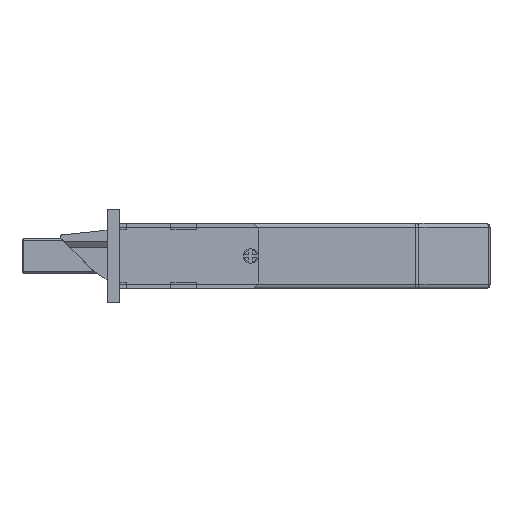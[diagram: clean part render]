
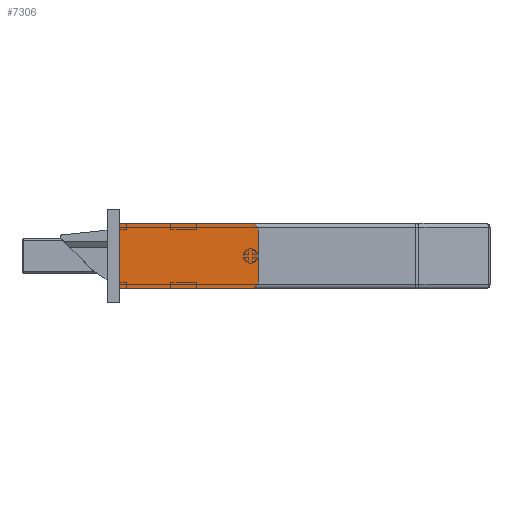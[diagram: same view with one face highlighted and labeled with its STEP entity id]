
A CAD part, front view. The second image highlights one B-rep face of the part: STEP entity #7306.
In plain terms, the highlighted face is planar.
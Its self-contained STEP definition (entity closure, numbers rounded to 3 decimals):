
#611 = LINE ( 'NONE', #3756, #1017 ) ;
#755 = ORIENTED_EDGE ( 'NONE', *, *, #7374, .T. ) ;
#994 = AXIS2_PLACEMENT_3D ( 'NONE', #6618, #7390, #1931 ) ;
#1017 = VECTOR ( 'NONE', #5973, 1000. ) ;
#1318 = CARTESIAN_POINT ( 'NONE',  ( -16.3, 0.75, -7.75 ) ) ;
#1323 = VERTEX_POINT ( 'NONE', #9003 ) ;
#1471 = ORIENTED_EDGE ( 'NONE', *, *, #5047, .T. ) ;
#1716 = DIRECTION ( 'NONE',  ( 1., 0., 0. ) ) ;
#1735 = DIRECTION ( 'NONE',  ( 0., 1., 0. ) ) ;
#1740 = ORIENTED_EDGE ( 'NONE', *, *, #8303, .T. ) ;
#1931 = DIRECTION ( 'NONE',  ( 0., 0., 1. ) ) ;
#2037 = LINE ( 'NONE', #7653, #9502 ) ;
#2157 = ORIENTED_EDGE ( 'NONE', *, *, #6401, .T. ) ;
#2426 = AXIS2_PLACEMENT_3D ( 'NONE', #9880, #2792, #9771 ) ;
#2792 = DIRECTION ( 'NONE',  ( 0., 1., 0. ) ) ;
#2946 = ORIENTED_EDGE ( 'NONE', *, *, #5726, .T. ) ;
#3125 = CARTESIAN_POINT ( 'NONE',  ( 16.3, 0.75, -7.75 ) ) ;
#3361 = LINE ( 'NONE', #5681, #8840 ) ;
#3584 = CIRCLE ( 'NONE', #2426, 2. ) ;
#3608 = VERTEX_POINT ( 'NONE', #4554 ) ;
#3756 = CARTESIAN_POINT ( 'NONE',  ( 16.3, 0.75, -7.75 ) ) ;
#4214 = PLANE ( 'NONE',  #6196 ) ;
#4315 = DIRECTION ( 'NONE',  ( -1., 0., 0. ) ) ;
#4330 = ORIENTED_EDGE ( 'NONE', *, *, #10155, .T. ) ;
#4554 = CARTESIAN_POINT ( 'NONE',  ( 16.3, 0.75, 7.75 ) ) ;
#5047 = EDGE_CURVE ( 'NONE', #5799, #9873, #5609, .T. ) ;
#5144 = DIRECTION ( 'NONE',  ( 0., 0., 1. ) ) ;
#5401 = EDGE_LOOP ( 'NONE', ( #4330, #1471, #2157, #2946, #755, #1740 ) ) ;
#5609 = CIRCLE ( 'NONE', #994, 2. ) ;
#5681 = CARTESIAN_POINT ( 'NONE',  ( -16.3, 0.75, 7.75 ) ) ;
#5726 = EDGE_CURVE ( 'NONE', #3608, #9889, #611, .T. ) ;
#5799 = VERTEX_POINT ( 'NONE', #10114 ) ;
#5973 = DIRECTION ( 'NONE',  ( 0., 0., -1. ) ) ;
#6014 = LINE ( 'NONE', #1318, #8172 ) ;
#6196 = AXIS2_PLACEMENT_3D ( 'NONE', #6631, #1735, #9799 ) ;
#6276 = VERTEX_POINT ( 'NONE', #7706 ) ;
#6401 = EDGE_CURVE ( 'NONE', #9873, #3608, #3361, .T. ) ;
#6618 = CARTESIAN_POINT ( 'NONE',  ( -14.3, 0.75, 5.75 ) ) ;
#6631 = CARTESIAN_POINT ( 'NONE',  ( 0., 0.75, 0. ) ) ;
#7306 = ADVANCED_FACE ( 'NONE', ( #8803 ), #4214, .T. ) ;
#7374 = EDGE_CURVE ( 'NONE', #9889, #6276, #2037, .T. ) ;
#7390 = DIRECTION ( 'NONE',  ( 0., 1., 0. ) ) ;
#7653 = CARTESIAN_POINT ( 'NONE',  ( -16.3, 0.75, -7.75 ) ) ;
#7706 = CARTESIAN_POINT ( 'NONE',  ( -14.3, 0.75, -7.75 ) ) ;
#7719 = CARTESIAN_POINT ( 'NONE',  ( -14.3, 0.75, 7.75 ) ) ;
#8172 = VECTOR ( 'NONE', #5144, 1000. ) ;
#8303 = EDGE_CURVE ( 'NONE', #6276, #1323, #3584, .T. ) ;
#8803 = FACE_OUTER_BOUND ( 'NONE', #5401, .T. ) ;
#8840 = VECTOR ( 'NONE', #1716, 1000. ) ;
#9003 = CARTESIAN_POINT ( 'NONE',  ( -16.3, 0.75, -5.75 ) ) ;
#9502 = VECTOR ( 'NONE', #4315, 1000. ) ;
#9771 = DIRECTION ( 'NONE',  ( 0., 0., 1. ) ) ;
#9799 = DIRECTION ( 'NONE',  ( 0., 0., 1. ) ) ;
#9873 = VERTEX_POINT ( 'NONE', #7719 ) ;
#9880 = CARTESIAN_POINT ( 'NONE',  ( -14.3, 0.75, -5.75 ) ) ;
#9889 = VERTEX_POINT ( 'NONE', #3125 ) ;
#10114 = CARTESIAN_POINT ( 'NONE',  ( -16.3, 0.75, 5.75 ) ) ;
#10155 = EDGE_CURVE ( 'NONE', #1323, #5799, #6014, .T. ) ;
